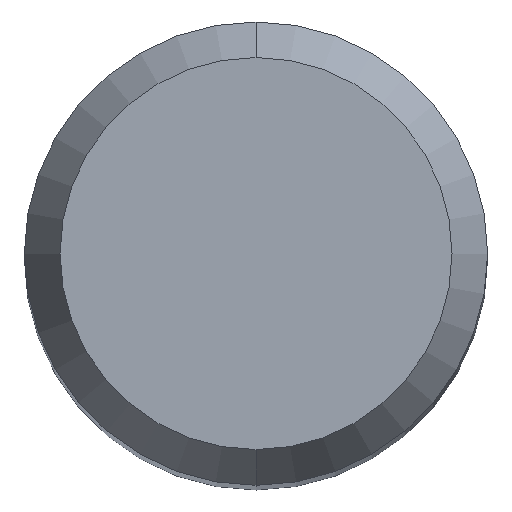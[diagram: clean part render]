
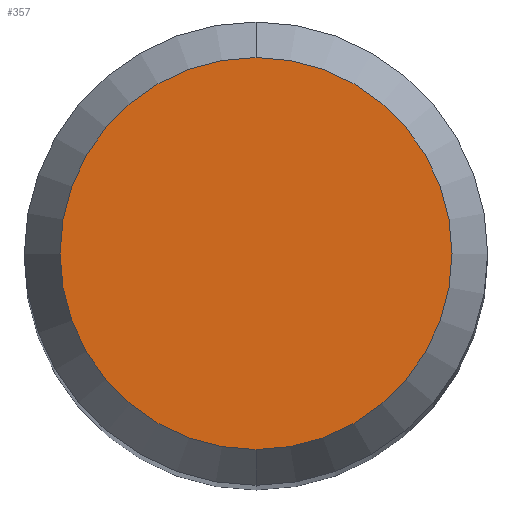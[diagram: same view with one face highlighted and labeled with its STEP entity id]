
A CAD part, top view. The second image highlights one B-rep face of the part: STEP entity #357.
In plain terms, the highlighted planar face has unit normal (0, 0, 1).
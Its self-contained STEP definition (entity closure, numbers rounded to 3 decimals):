
#181=EDGE_CURVE('',#431,#435,#473,.T.);
#257=EDGE_CURVE('',#435,#431,#555,.T.);
#357=ADVANCED_FACE('',(#663),#664,.T.);
#431=VERTEX_POINT('',#749);
#435=VERTEX_POINT('',#753);
#473=CIRCLE('',#789,2.538);
#555=CIRCLE('',#959,2.538);
#663=FACE_OUTER_BOUND('',#1234,.T.);
#664=PLANE('',#1235);
#749=CARTESIAN_POINT('',(0.0,2.538,0.0));
#753=CARTESIAN_POINT('',(0.,-2.538,0.0));
#789=AXIS2_PLACEMENT_3D('',#1387,#1388,#1389);
#959=AXIS2_PLACEMENT_3D('',#1467,#1468,#1469);
#1234=EDGE_LOOP('',(#1574,#1575));
#1235=AXIS2_PLACEMENT_3D('',#1576,#1577,#1578);
#1387=CARTESIAN_POINT('',(0.0,0.0,0.0));
#1388=DIRECTION('',(0.0,0.0,-1.0));
#1389=DIRECTION('',(0.0,1.0,0.0));
#1467=CARTESIAN_POINT('',(0.0,0.0,0.0));
#1468=DIRECTION('',(0.0,0.0,-1.0));
#1469=DIRECTION('',(0.0,1.0,0.0));
#1574=ORIENTED_EDGE('',*,*,#181,.F.);
#1575=ORIENTED_EDGE('',*,*,#257,.F.);
#1576=CARTESIAN_POINT('',(0.0,1.269,0.0));
#1577=DIRECTION('',(-0.0,0.0,1.0));
#1578=DIRECTION('',(0.0,-1.0,0.0));
